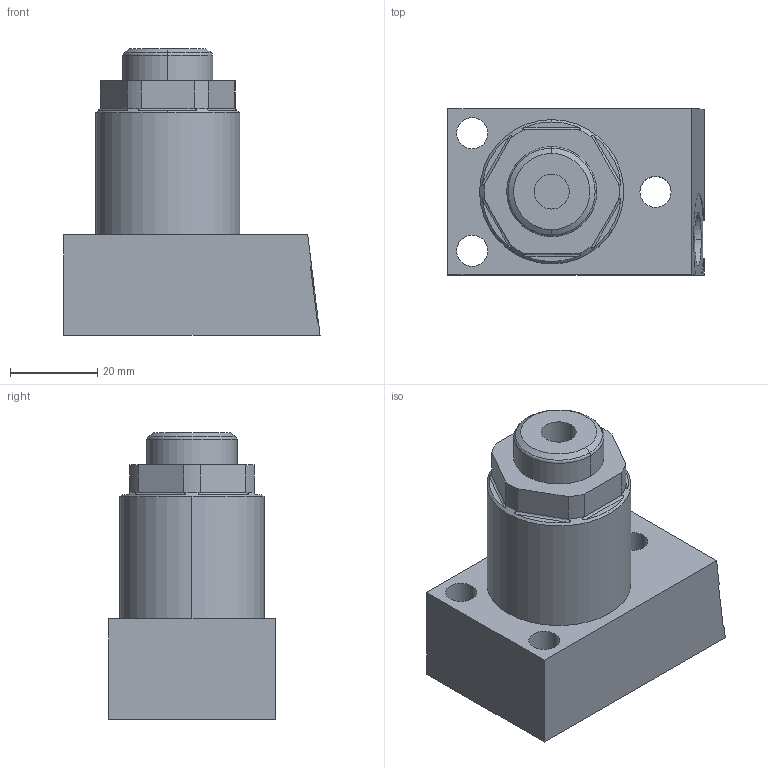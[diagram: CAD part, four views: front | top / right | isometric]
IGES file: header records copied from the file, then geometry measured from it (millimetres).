
Start section:  PTC IGES file: ilc10060908.igs
Global section: file name: ilc10060908.igs; native system: Pro/ENGINEER by Parametric Technology Corporation; preprocessor: 2007460; author: jdw; organization: Unknown; date: 20090112.122249; units: inch
Bounding box: 58.75 x 38.1 x 65.68 mm (x, y, z)
Surface area: 15312.9 mm2 (no closed solid volume)
Topology: 0 solids, 0 shells, 74 faces, 348 edges, 346 vertices
Faces by surface type: revolution 49, bspline 25
